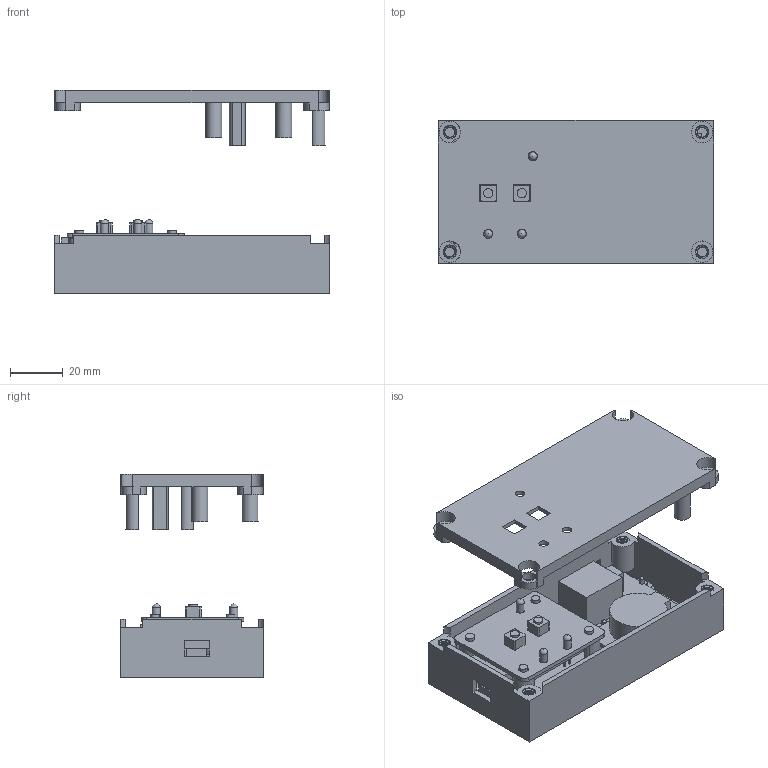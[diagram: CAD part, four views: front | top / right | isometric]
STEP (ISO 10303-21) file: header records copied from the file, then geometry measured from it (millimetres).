
FILE_DESCRIPTION(/* description */ (''),/* implementation_level */ '2;1');
FILE_NAME(/* name */ 'Water Timer v16.step',/* time_stamp */ '2021-08-04T20:31:55-07:00',/* author */ (''),/* organization */ (''),/* preprocessor_version */ 'ST-DEVELOPER v18.1',/* originating_system */ 'Autodesk Translation Framework v10.9.0.1377',/* authorisation */ '');
FILE_SCHEMA (('AUTOMOTIVE_DESIGN { 1 0 10303 214 3 1 1 }'));
Length unit declared in the file: millimetre
Products named in the file (6): Water Timer; Lid; Body; Relay; Main Board; RTC
Assembly tree (5 placements, depth 2):
  Water Timer
    Lid
    Body
    Relay
    Main Board
    RTC
Bounding box: 104 x 54 x 76.7 mm (x, y, z)
Volume: 64387.4 mm3; surface area: 55785 mm2
Topology: 5 solids, 5 shells, 648 faces, 1687 edges, 1093 vertices
Faces by surface type: plane 345, cylinder 261, torus 25, bspline 14, sphere 3
Full cylindrical faces by diameter (mm): 1.8 x6, 2 x6, 2.2 x3, 2.4 x3, 3 x3, 3.3 x4, 3.5 x9, 3.6 x4, 3.818 x40, 4.826 x44, 5.1 x4, 6.004 x3, 8 x4
Entity records: 29433 total; most frequent: CARTESIAN_POINT 13409, ORIENTED_EDGE 3368, DIRECTION 3157, EDGE_CURVE 1684, VERTEX_POINT 1093, AXIS2_PLACEMENT_3D 1074, LINE 1009, VECTOR 1009
